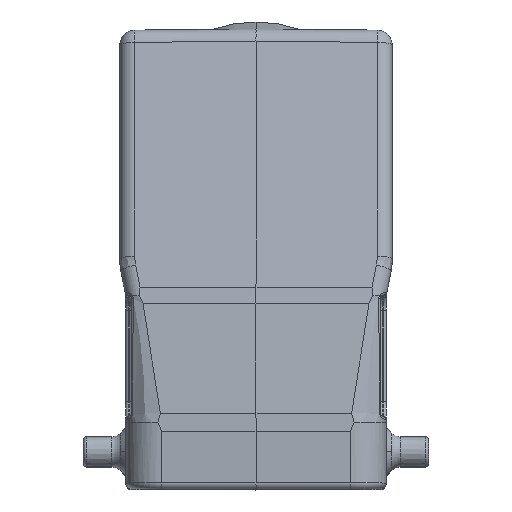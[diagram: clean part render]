
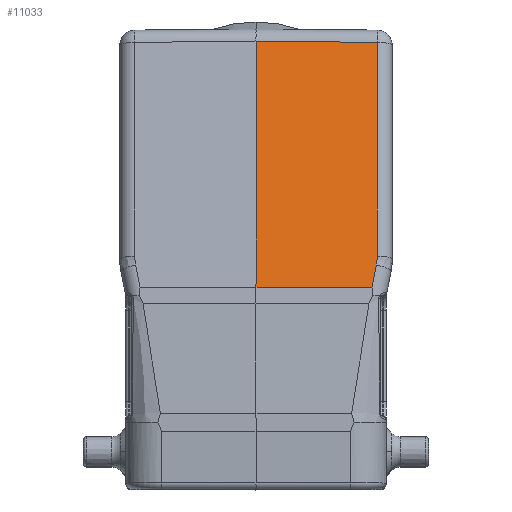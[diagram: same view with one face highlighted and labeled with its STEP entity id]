
A CAD part, top view. The second image highlights one B-rep face of the part: STEP entity #11033.
In plain terms, the highlighted planar face has unit normal (0.009, 0.19, 0.982).
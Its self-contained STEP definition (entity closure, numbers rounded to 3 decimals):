
#124=CARTESIAN_POINT('',(0.,-21.241,
44.49));
#167=DIRECTION('',(0.,0.982,-0.19));
#168=VECTOR('',#167,41.382);
#169=CARTESIAN_POINT('',(0.,-21.241,
44.49));
#170=LINE('',#169,#168);
#171=DIRECTION('',(1.,-0.009,-0.007));
#172=VECTOR('',#171,20.023);
#173=CARTESIAN_POINT('',(0.,19.39,36.641));
#174=LINE('',#173,#172);
#175=CARTESIAN_POINT('',(20.022,-16.12,43.323));
#176=CARTESIAN_POINT('',(20.022,-16.614,43.419));
#177=CARTESIAN_POINT('',(19.973,-17.107,43.514));
#178=CARTESIAN_POINT('',(19.876,-17.591,43.609));
#180=DIRECTION('',(-0.193,-0.963,0.188));
#181=VECTOR('',#180,3.79);
#182=CARTESIAN_POINT('',(19.876,-17.591,43.609));
#183=LINE('',#182,#181);
#184=DIRECTION('',(-1.,0.,0.009));
#185=VECTOR('',#184,19.147);
#186=CARTESIAN_POINT('',(19.146,-21.241,44.32));
#187=LINE('',#186,#185);
#1835=DIRECTION('',(0.,0.982,-0.19));
#1836=VECTOR('',#1835,35.988);
#1837=CARTESIAN_POINT('',(20.022,-16.12,43.323));
#1838=LINE('',#1837,#1836);
#8823=VERTEX_POINT('',#124);
#8824=CARTESIAN_POINT('',(19.146,-21.241,44.32));
#8825=VERTEX_POINT('',#8824);
#8826=CARTESIAN_POINT('',(0.,19.39,36.641));
#8827=VERTEX_POINT('',#8826);
#8828=CARTESIAN_POINT('',(20.022,19.215,36.497));
#8829=VERTEX_POINT('',#8828);
#8830=CARTESIAN_POINT('',(20.022,-16.12,43.323));
#8831=VERTEX_POINT('',#8830);
#8832=VERTEX_POINT('',#178);
#11015=CARTESIAN_POINT('',(0.,-22.585,44.75));
#11016=DIRECTION('',(0.009,0.19,0.982));
#11017=DIRECTION('',(0.,-0.982,0.19));
#11018=AXIS2_PLACEMENT_3D('',#11015,#11016,#11017);
#11019=PLANE('',#11018);
#11021=ORIENTED_EDGE('',*,*,#11020,.T.);
#11023=ORIENTED_EDGE('',*,*,#11022,.T.);
#11025=ORIENTED_EDGE('',*,*,#11024,.F.);
#11027=ORIENTED_EDGE('',*,*,#11026,.T.);
#11029=ORIENTED_EDGE('',*,*,#11028,.T.);
#11030=ORIENTED_EDGE('',*,*,#11005,.T.);
#11031=EDGE_LOOP('',(#11021,#11023,#11025,#11027,#11029,#11030));
#11032=FACE_OUTER_BOUND('',#11031,.F.);
#11033=ADVANCED_FACE('',(#11032),#11019,.T.);
#179=B_SPLINE_CURVE_WITH_KNOTS('',3,(#175,#176,#177,#178),.UNSPECIFIED.,.F.,.F.,
(4,4),(0.,1.),.UNSPECIFIED.);
#11005=EDGE_CURVE('',#8825,#8823,#187,.T.);
#11020=EDGE_CURVE('',#8823,#8827,#170,.T.);
#11022=EDGE_CURVE('',#8827,#8829,#174,.T.);
#11024=EDGE_CURVE('',#8831,#8829,#1838,.T.);
#11026=EDGE_CURVE('',#8831,#8832,#179,.T.);
#11028=EDGE_CURVE('',#8832,#8825,#183,.T.);
